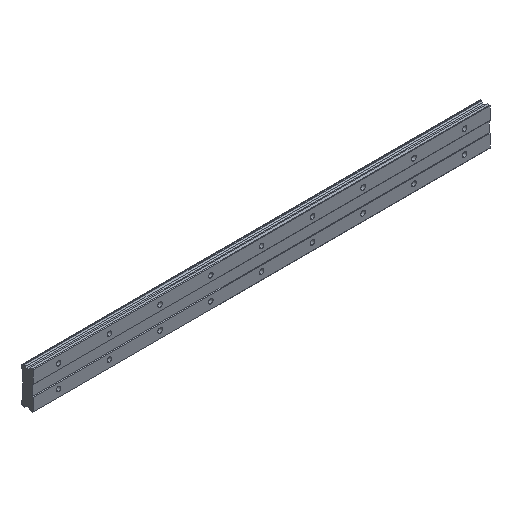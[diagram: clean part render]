
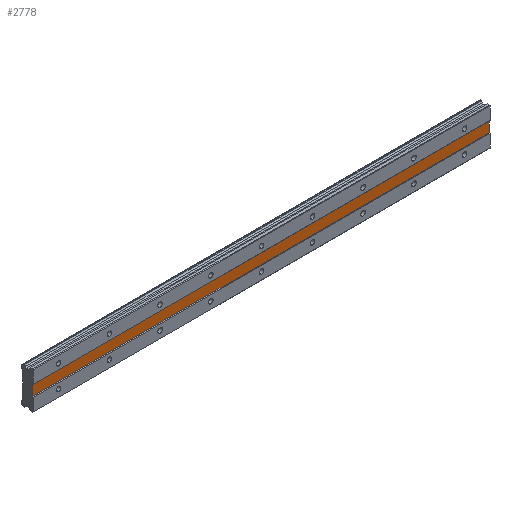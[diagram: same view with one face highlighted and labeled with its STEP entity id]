
A CAD part, isometric view. The second image highlights one B-rep face of the part: STEP entity #2778.
In plain terms, the highlighted planar face has unit normal (0, -1, 0).
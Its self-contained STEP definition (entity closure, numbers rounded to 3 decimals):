
#85 = LINE ( 'NONE', #1299, #1596 ) ;
#113 = EDGE_CURVE ( 'NONE', #2407, #1306, #2123, .T. ) ;
#298 = VERTEX_POINT ( 'NONE', #1047 ) ;
#349 = DIRECTION ( 'NONE',  ( 0., 0., -1. ) ) ;
#542 = ORIENTED_EDGE ( 'NONE', *, *, #2196, .T. ) ;
#636 = CARTESIAN_POINT ( 'NONE',  ( 425., 0.5, -5. ) ) ;
#917 = EDGE_LOOP ( 'NONE', ( #2513, #1957, #3207, #542 ) ) ;
#1008 = DIRECTION ( 'NONE',  ( 0., 0., -1. ) ) ;
#1047 = CARTESIAN_POINT ( 'NONE',  ( -25., 0.5, -5. ) ) ;
#1155 = VECTOR ( 'NONE', #349, 1000. ) ;
#1299 = CARTESIAN_POINT ( 'NONE',  ( 425., 0.5, -5. ) ) ;
#1306 = VERTEX_POINT ( 'NONE', #1962 ) ;
#1455 = DIRECTION ( 'NONE',  ( 0., 1., 0. ) ) ;
#1586 = CARTESIAN_POINT ( 'NONE',  ( -25., 0.5, 5. ) ) ;
#1596 = VECTOR ( 'NONE', #2511, 1000. ) ;
#1839 = DIRECTION ( 'NONE',  ( 1., 0., 0. ) ) ;
#1854 = AXIS2_PLACEMENT_3D ( 'NONE', #3598, #1455, #3879 ) ;
#1957 = ORIENTED_EDGE ( 'NONE', *, *, #2448, .F. ) ;
#1962 = CARTESIAN_POINT ( 'NONE',  ( 425., 0.5, 5. ) ) ;
#2075 = EDGE_CURVE ( 'NONE', #298, #2390, #85, .T. ) ;
#2123 = LINE ( 'NONE', #3323, #3326 ) ;
#2126 = LINE ( 'NONE', #3059, #1155 ) ;
#2196 = EDGE_CURVE ( 'NONE', #2407, #298, #3480, .T. ) ;
#2309 = CARTESIAN_POINT ( 'NONE',  ( -25., 0.5, 18.34 ) ) ;
#2383 = PLANE ( 'NONE',  #1854 ) ;
#2390 = VERTEX_POINT ( 'NONE', #636 ) ;
#2407 = VERTEX_POINT ( 'NONE', #1586 ) ;
#2448 = EDGE_CURVE ( 'NONE', #1306, #2390, #2126, .T. ) ;
#2511 = DIRECTION ( 'NONE',  ( 1., 0., 0. ) ) ;
#2513 = ORIENTED_EDGE ( 'NONE', *, *, #2075, .T. ) ;
#2778 = ADVANCED_FACE ( 'NONE', ( #2964 ), #2383, .F. ) ;
#2964 = FACE_OUTER_BOUND ( 'NONE', #917, .T. ) ;
#3059 = CARTESIAN_POINT ( 'NONE',  ( 425., 0.5, 18.34 ) ) ;
#3207 = ORIENTED_EDGE ( 'NONE', *, *, #113, .F. ) ;
#3323 = CARTESIAN_POINT ( 'NONE',  ( 425., 0.5, 5. ) ) ;
#3326 = VECTOR ( 'NONE', #1839, 1000. ) ;
#3376 = VECTOR ( 'NONE', #1008, 1000. ) ;
#3480 = LINE ( 'NONE', #2309, #3376 ) ;
#3598 = CARTESIAN_POINT ( 'NONE',  ( 425., 0.5, 5. ) ) ;
#3879 = DIRECTION ( 'NONE',  ( 0., 0., 1. ) ) ;
